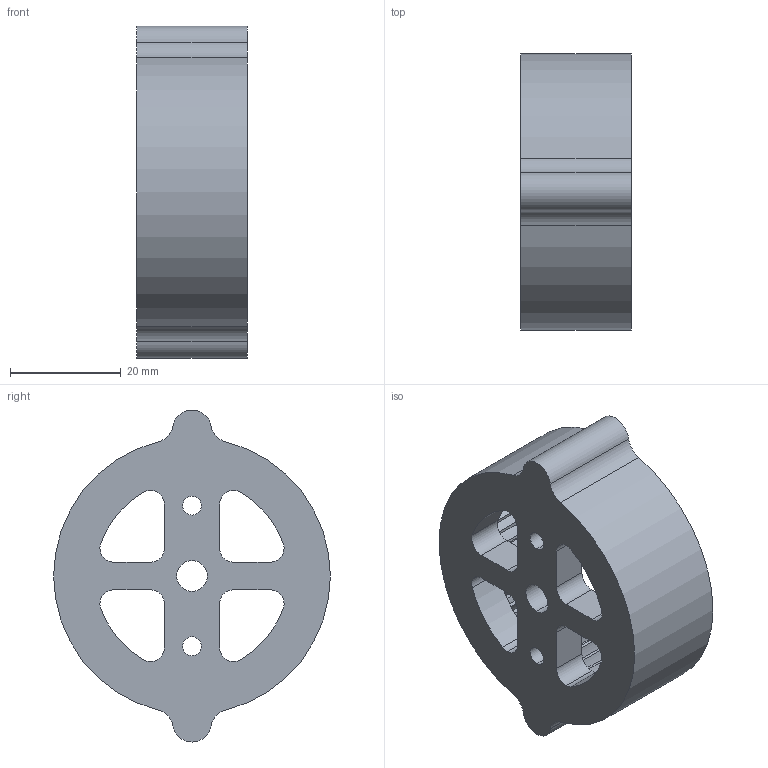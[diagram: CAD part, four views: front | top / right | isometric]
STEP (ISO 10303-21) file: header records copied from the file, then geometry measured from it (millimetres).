
FILE_DESCRIPTION (( 'STEP AP214' ), '1' );
FILE_NAME ('48T_Ring.STEP', '2025-04-11T06:55:43', ( '' ), ( '' ), 'SwSTEP 2.0', 'SolidWorks 2024', '' );
FILE_SCHEMA (( 'AUTOMOTIVE_DESIGN' ));
Length unit declared in the file: millimetre
Products named in the file (1): 48T_Ring
Bounding box: 20 x 50 x 59.99 mm (x, y, z)
Volume: 16969.3 mm3; surface area: 11480.4 mm2
Topology: 1 solids, 1 shells, 251 faces, 732 edges, 488 vertices
Faces by surface type: cylinder 236, plane 15
Entity records: 8649 total; most frequent: DIRECTION 1708, CARTESIAN_POINT 1472, ORIENTED_EDGE 1464, EDGE_CURVE 732, AXIS2_PLACEMENT_3D 724, VERTEX_POINT 488, CIRCLE 472, EDGE_LOOP 270
